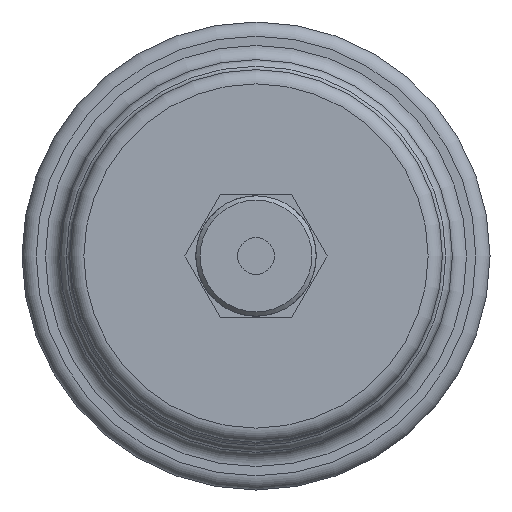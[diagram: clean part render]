
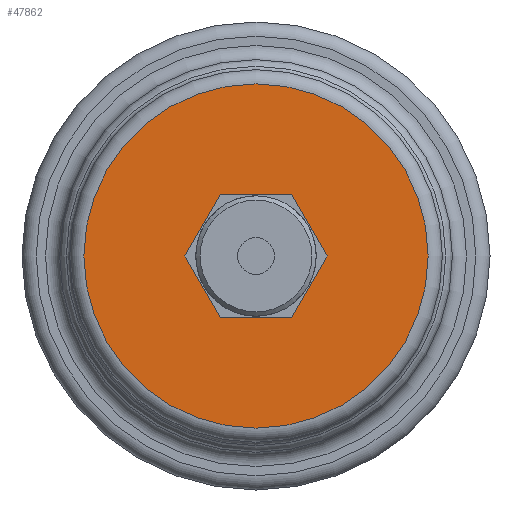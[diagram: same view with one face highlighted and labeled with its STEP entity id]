
A CAD part, front view. The second image highlights one B-rep face of the part: STEP entity #47862.
In plain terms, the highlighted planar face has unit normal (0, -1, 0).
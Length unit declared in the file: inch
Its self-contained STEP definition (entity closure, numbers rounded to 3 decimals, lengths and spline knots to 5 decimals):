
#619 = VECTOR ( 'NONE', #16156, 39.37008 ) ;
#1379 = CARTESIAN_POINT ( 'NONE',  ( -0.25014, 0., -0.43325 ) ) ;
#3997 = VECTOR ( 'NONE', #53118, 39.37008 ) ;
#4348 = EDGE_CURVE ( 'NONE', #55014, #61479, #36293, .T. ) ;
#7812 = FACE_BOUND ( 'NONE', #63088, .T. ) ;
#7818 = AXIS2_PLACEMENT_3D ( 'NONE', #37650, #48668, #47698 ) ;
#7991 = EDGE_CURVE ( 'NONE', #8053, #66210, #64548, .T. ) ;
#8053 = VERTEX_POINT ( 'NONE', #29729 ) ;
#11996 = CARTESIAN_POINT ( 'NONE',  ( 0.50027, 0., 0. ) ) ;
#12163 = ORIENTED_EDGE ( 'NONE', *, *, #18203, .F. ) ;
#13187 = VECTOR ( 'NONE', #15413, 39.37008 ) ;
#15382 = VERTEX_POINT ( 'NONE', #1379 ) ;
#15413 = DIRECTION ( 'NONE',  ( 1., 0., 0. ) ) ;
#16156 = DIRECTION ( 'NONE',  ( -1., 0., 0. ) ) ;
#16271 = DIRECTION ( 'NONE',  ( 0., -1., 0. ) ) ;
#18203 = EDGE_CURVE ( 'NONE', #15382, #8053, #65378, .T. ) ;
#18373 = VERTEX_POINT ( 'NONE', #64280 ) ;
#19193 = VECTOR ( 'NONE', #27751, 39.37008 ) ;
#19466 = DIRECTION ( 'NONE',  ( -0.5, 0., -0.866 ) ) ;
#21876 = ORIENTED_EDGE ( 'NONE', *, *, #65837, .F. ) ;
#22236 = PLANE ( 'NONE',  #7818 ) ;
#24512 = CARTESIAN_POINT ( 'NONE',  ( -0.25014, 0., 0.43325 ) ) ;
#27458 = EDGE_CURVE ( 'NONE', #52855, #52855, #43672, .T. ) ;
#27751 = DIRECTION ( 'NONE',  ( -0.5, 0., 0.866 ) ) ;
#29729 = CARTESIAN_POINT ( 'NONE',  ( 0.25014, 0., -0.43325 ) ) ;
#30631 = CARTESIAN_POINT ( 'NONE',  ( -0.25014, 0., 0.43325 ) ) ;
#31395 = CARTESIAN_POINT ( 'NONE',  ( 0., 0., 0. ) ) ;
#32326 = FACE_OUTER_BOUND ( 'NONE', #51029, .T. ) ;
#34130 = ORIENTED_EDGE ( 'NONE', *, *, #7991, .F. ) ;
#36112 = EDGE_CURVE ( 'NONE', #18373, #15382, #41392, .T. ) ;
#36158 = CARTESIAN_POINT ( 'NONE',  ( 0.50027, 0., 0. ) ) ;
#36293 = LINE ( 'NONE', #46309, #619 ) ;
#37650 = CARTESIAN_POINT ( 'NONE',  ( 1.31, 0., 0. ) ) ;
#39727 = DIRECTION ( 'NONE',  ( 0.5, 0., 0.866 ) ) ;
#40276 = ORIENTED_EDGE ( 'NONE', *, *, #4348, .F. ) ;
#41392 = LINE ( 'NONE', #57778, #3997 ) ;
#43522 = AXIS2_PLACEMENT_3D ( 'NONE', #31395, #16271, #48966 ) ;
#43672 = CIRCLE ( 'NONE', #43522, 1.21 ) ;
#44949 = LINE ( 'NONE', #24512, #54771 ) ;
#46309 = CARTESIAN_POINT ( 'NONE',  ( 0.25014, 0., 0.43325 ) ) ;
#47698 = DIRECTION ( 'NONE',  ( 0., 0., -1. ) ) ;
#47862 = ADVANCED_FACE ( 'NONE', ( #32326, #7812 ), #22236, .T. ) ;
#48668 = DIRECTION ( 'NONE',  ( 0., -1., 0. ) ) ;
#48966 = DIRECTION ( 'NONE',  ( 0., 0., -1. ) ) ;
#51029 = EDGE_LOOP ( 'NONE', ( #56032 ) ) ;
#52844 = LINE ( 'NONE', #11996, #19193 ) ;
#52855 = VERTEX_POINT ( 'NONE', #53197 ) ;
#53118 = DIRECTION ( 'NONE',  ( 0.5, 0., -0.866 ) ) ;
#53197 = CARTESIAN_POINT ( 'NONE',  ( 0., 0., -1.21 ) ) ;
#54757 = ORIENTED_EDGE ( 'NONE', *, *, #36112, .F. ) ;
#54771 = VECTOR ( 'NONE', #19466, 39.37008 ) ;
#54968 = CARTESIAN_POINT ( 'NONE',  ( -0.25014, 0., -0.43325 ) ) ;
#55014 = VERTEX_POINT ( 'NONE', #61824 ) ;
#56032 = ORIENTED_EDGE ( 'NONE', *, *, #27458, .T. ) ;
#57778 = CARTESIAN_POINT ( 'NONE',  ( -0.50027, 0., 0. ) ) ;
#61479 = VERTEX_POINT ( 'NONE', #30631 ) ;
#61824 = CARTESIAN_POINT ( 'NONE',  ( 0.25014, 0., 0.43325 ) ) ;
#62552 = VECTOR ( 'NONE', #39727, 39.37008 ) ;
#63088 = EDGE_LOOP ( 'NONE', ( #54757, #21876, #40276, #65544, #34130, #12163 ) ) ;
#63613 = EDGE_CURVE ( 'NONE', #66210, #55014, #52844, .T. ) ;
#64207 = CARTESIAN_POINT ( 'NONE',  ( 0.25014, 0., -0.43325 ) ) ;
#64280 = CARTESIAN_POINT ( 'NONE',  ( -0.50027, 0., 0. ) ) ;
#64548 = LINE ( 'NONE', #64207, #62552 ) ;
#65378 = LINE ( 'NONE', #54968, #13187 ) ;
#65544 = ORIENTED_EDGE ( 'NONE', *, *, #63613, .F. ) ;
#65837 = EDGE_CURVE ( 'NONE', #61479, #18373, #44949, .T. ) ;
#66210 = VERTEX_POINT ( 'NONE', #36158 ) ;
